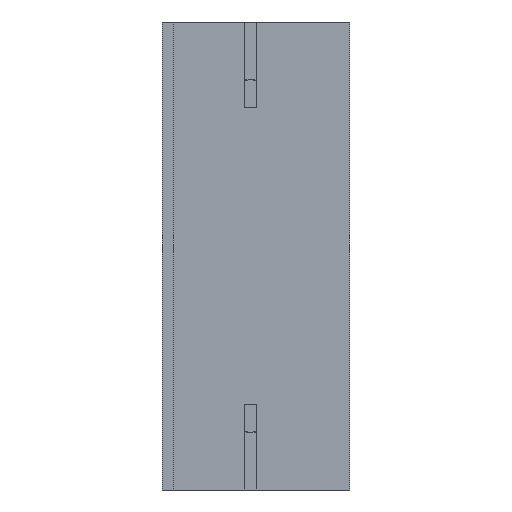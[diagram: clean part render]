
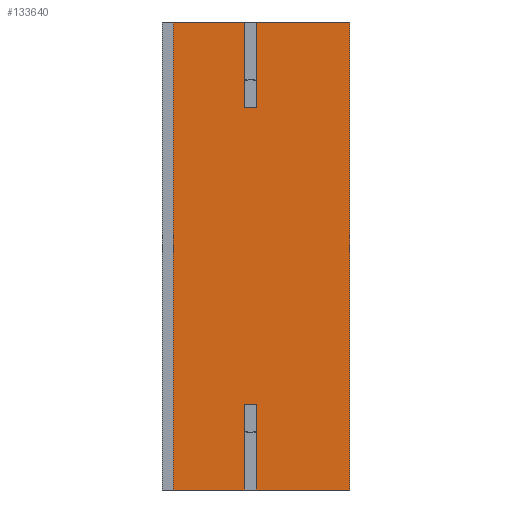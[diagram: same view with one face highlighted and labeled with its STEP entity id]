
A CAD part, left-side view. The second image highlights one B-rep face of the part: STEP entity #133640.
In plain terms, the highlighted free-form (B-spline) face has degree [1, 1] with [2, 2] control points.
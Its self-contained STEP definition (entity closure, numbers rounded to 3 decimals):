
#110910 = CARTESIAN_POINT ('', (-14., 19., 26.916));
#110920 = VERTEX_POINT ('', #110910);
#110930 = CARTESIAN_POINT ('', (-14., 18., 27.));
#110940 = VERTEX_POINT ('', #110930);
#110950 = CARTESIAN_POINT ('', (-14., 19., 26.916));
#110960 = CARTESIAN_POINT ('', (-14., 18.661, 26.973));
#110970 = CARTESIAN_POINT ('', (-14., 18.327, 27.));
#110980 = CARTESIAN_POINT ('', (-14., 18., 27.));
#110990 = (
   BOUNDED_CURVE ()
   B_SPLINE_CURVE (3, (#110950, #110960, #110970, #110980), .UNSPECIFIED., .F., .U.)
   B_SPLINE_CURVE_WITH_KNOTS ((4, 4), (0., 1.), .UNSPECIFIED.)
   CURVE ()
   GEOMETRIC_REPRESENTATION_ITEM ()
   RATIONAL_B_SPLINE_CURVE ((0.857, 0.901, 0.948, 1.))
   REPRESENTATION_ITEM ('')
);
#111000 = EDGE_CURVE ('', #110920, #110940, #110990, .T.);
#112000 = CARTESIAN_POINT ('', (-14., 17., 26.916));
#112010 = VERTEX_POINT ('', #112000);
#112020 = CARTESIAN_POINT ('', (-14., 18., 27.));
#112030 = CARTESIAN_POINT ('', (-14., 17.673, 27.));
#112040 = CARTESIAN_POINT ('', (-14., 17.339, 26.973));
#112050 = CARTESIAN_POINT ('', (-14., 17., 26.916));
#112060 = (
   BOUNDED_CURVE ()
   B_SPLINE_CURVE (3, (#112020, #112030, #112040, #112050), .UNSPECIFIED., .F., .U.)
   B_SPLINE_CURVE_WITH_KNOTS ((4, 4), (0., 1.), .UNSPECIFIED.)
   CURVE ()
   GEOMETRIC_REPRESENTATION_ITEM ()
   RATIONAL_B_SPLINE_CURVE ((1., 0.948, 0.901, 0.857))
   REPRESENTATION_ITEM ('')
);
#112070 = EDGE_CURVE ('', #110940, #112010, #112060, .T.);
#120840 = CARTESIAN_POINT ('', (-14., 17., -26.916));
#120850 = VERTEX_POINT ('', #120840);
#120910 = CARTESIAN_POINT ('', (-14., 18., -27.));
#120920 = VERTEX_POINT ('', #120910);
#120930 = CARTESIAN_POINT ('', (-14., 18., -27.));
#120940 = CARTESIAN_POINT ('', (-14., 17.664, -27.));
#120950 = CARTESIAN_POINT ('', (-14., 17.331, -26.972));
#120960 = CARTESIAN_POINT ('', (-14., 17., -26.916));
#120970 = B_SPLINE_CURVE_WITH_KNOTS ('', 3, (#120930, #120940, #120950, #120960), .UNSPECIFIED., .F., .U., (4, 4), (0., 1.), .UNSPECIFIED.);
#120980 = EDGE_CURVE ('', #120920, #120850, #120970, .T.);
#121000 = CARTESIAN_POINT ('', (-14., 19., -26.916));
#121010 = VERTEX_POINT ('', #121000);
#121020 = CARTESIAN_POINT ('', (-14., 19., -26.916));
#121030 = CARTESIAN_POINT ('', (-14., 18.669, -26.972));
#121040 = CARTESIAN_POINT ('', (-14., 18.336, -27.));
#121050 = CARTESIAN_POINT ('', (-14., 18., -27.));
#121060 = B_SPLINE_CURVE_WITH_KNOTS ('', 3, (#121020, #121030, #121040, #121050), .UNSPECIFIED., .F., .U., (4, 4), (0., 1.), .UNSPECIFIED.);
#121070 = EDGE_CURVE ('', #121010, #120920, #121060, .T.);
#129080 = CARTESIAN_POINT ('', (-14., 17., 42.5));
#129090 = VERTEX_POINT ('', #129080);
#129150 = CARTESIAN_POINT ('', (-14., 0., 42.5));
#129160 = VERTEX_POINT ('', #129150);
#129170 = CARTESIAN_POINT ('', (-14., 0., 42.5));
#129180 = CARTESIAN_POINT ('', (-14., 17., 42.5));
#129190 = B_SPLINE_CURVE_WITH_KNOTS ('', 1, (#129170, #129180), .UNSPECIFIED., .F., .U., (2, 2), (0., 1.), .UNSPECIFIED.);
#129200 = EDGE_CURVE ('', #129160, #129090, #129190, .T.);
#129370 = CARTESIAN_POINT ('', (-14., 17., 42.5));
#129380 = CARTESIAN_POINT ('', (-14., 17., 26.916));
#129390 = B_SPLINE_CURVE_WITH_KNOTS ('', 1, (#129370, #129380), .UNSPECIFIED., .F., .U., (2, 2), (0., 1.), .UNSPECIFIED.);
#129400 = EDGE_CURVE ('', #129090, #112010, #129390, .T.);
#131010 = CARTESIAN_POINT ('', (-14., 0., -42.5));
#131020 = VERTEX_POINT ('', #131010);
#131030 = CARTESIAN_POINT ('', (-14., 0., -42.5));
#131040 = CARTESIAN_POINT ('', (-14., 0., 42.5));
#131050 = B_SPLINE_CURVE_WITH_KNOTS ('', 1, (#131030, #131040), .UNSPECIFIED., .F., .U., (2, 2), (0., 1.), .UNSPECIFIED.);
#131060 = EDGE_CURVE ('', #131020, #129160, #131050, .T.);
#132740 = CARTESIAN_POINT ('', (-14., 17., -42.5));
#132750 = VERTEX_POINT ('', #132740);
#132810 = CARTESIAN_POINT ('', (-14., 17., -42.5));
#132820 = CARTESIAN_POINT ('', (-14., 17., -26.916));
#132830 = B_SPLINE_CURVE_WITH_KNOTS ('', 1, (#132810, #132820), .UNSPECIFIED., .F., .U., (2, 2), (0., 1.), .UNSPECIFIED.);
#132840 = EDGE_CURVE ('', #132750, #120850, #132830, .T.);
#133010 = CARTESIAN_POINT ('', (-14., 17., -42.5));
#133020 = CARTESIAN_POINT ('', (-14., 0., -42.5));
#133030 = B_SPLINE_CURVE_WITH_KNOTS ('', 1, (#133010, #133020), .UNSPECIFIED., .F., .U., (2, 2), (0., 1.), .UNSPECIFIED.);
#133040 = EDGE_CURVE ('', #132750, #131020, #133030, .T.);
#133150 = ORIENTED_EDGE ('', *, *, #120980, .T.);
#133160 = ORIENTED_EDGE ('', *, *, #132840, .F.);
#133170 = ORIENTED_EDGE ('', *, *, #133040, .T.);
#133180 = ORIENTED_EDGE ('', *, *, #131060, .T.);
#133190 = ORIENTED_EDGE ('', *, *, #129200, .T.);
#133200 = ORIENTED_EDGE ('', *, *, #129400, .T.);
#133210 = ORIENTED_EDGE ('', *, *, #112070, .F.);
#133220 = ORIENTED_EDGE ('', *, *, #111000, .F.);
#133230 = CARTESIAN_POINT ('', (-14., 19., 42.5));
#133240 = VERTEX_POINT ('', #133230);
#133250 = CARTESIAN_POINT ('', (-14., 19., 42.5));
#133260 = CARTESIAN_POINT ('', (-14., 19., 26.916));
#133270 = B_SPLINE_CURVE_WITH_KNOTS ('', 1, (#133250, #133260), .UNSPECIFIED., .F., .U., (2, 2), (0., 1.), .UNSPECIFIED.);
#133280 = EDGE_CURVE ('', #133240, #110920, #133270, .T.);
#133290 = ORIENTED_EDGE ('', *, *, #133280, .F.);
#133300 = CARTESIAN_POINT ('', (-14., 32., 42.5));
#133310 = VERTEX_POINT ('', #133300);
#133320 = CARTESIAN_POINT ('', (-14., 32., 42.5));
#133330 = CARTESIAN_POINT ('', (-14., 19., 42.5));
#133340 = B_SPLINE_CURVE_WITH_KNOTS ('', 1, (#133320, #133330), .UNSPECIFIED., .F., .U., (2, 2), (0., 1.), .UNSPECIFIED.);
#133350 = EDGE_CURVE ('', #133310, #133240, #133340, .T.);
#133360 = ORIENTED_EDGE ('', *, *, #133350, .F.);
#133370 = CARTESIAN_POINT ('', (-14., 32., -42.5));
#133380 = VERTEX_POINT ('', #133370);
#133390 = CARTESIAN_POINT ('', (-14., 32., -42.5));
#133400 = CARTESIAN_POINT ('', (-14., 32., 42.5));
#133410 = B_SPLINE_CURVE_WITH_KNOTS ('', 1, (#133390, #133400), .UNSPECIFIED., .F., .U., (2, 2), (0., 1.), .UNSPECIFIED.);
#133420 = EDGE_CURVE ('', #133380, #133310, #133410, .T.);
#133430 = ORIENTED_EDGE ('', *, *, #133420, .F.);
#133440 = CARTESIAN_POINT ('', (-14., 19., -42.5));
#133450 = VERTEX_POINT ('', #133440);
#133460 = CARTESIAN_POINT ('', (-14., 19., -42.5));
#133470 = CARTESIAN_POINT ('', (-14., 32., -42.5));
#133480 = B_SPLINE_CURVE_WITH_KNOTS ('', 1, (#133460, #133470), .UNSPECIFIED., .F., .U., (2, 2), (0., 1.), .UNSPECIFIED.);
#133490 = EDGE_CURVE ('', #133450, #133380, #133480, .T.);
#133500 = ORIENTED_EDGE ('', *, *, #133490, .F.);
#133510 = CARTESIAN_POINT ('', (-14., 19., -26.916));
#133520 = CARTESIAN_POINT ('', (-14., 19., -42.5));
#133530 = B_SPLINE_CURVE_WITH_KNOTS ('', 1, (#133510, #133520), .UNSPECIFIED., .F., .U., (2, 2), (0., 1.), .UNSPECIFIED.);
#133540 = EDGE_CURVE ('', #121010, #133450, #133530, .T.);
#133550 = ORIENTED_EDGE ('', *, *, #133540, .F.);
#133560 = ORIENTED_EDGE ('', *, *, #121070, .T.);
#133570 = EDGE_LOOP ('', (#133150, #133160, #133170, #133180, #133190, #133200, #133210, #133220, #133290, #133360, #133430, #133500, #133550, #133560));
#133580 = FACE_OUTER_BOUND ('', #133570, .T.);
#133590 = CARTESIAN_POINT ('', (-14., 0., -42.5));
#133600 = CARTESIAN_POINT ('', (-14., 32., -42.5));
#133610 = CARTESIAN_POINT ('', (-14., 0., 42.5));
#133620 = CARTESIAN_POINT ('', (-14., 32., 42.5));
#133630 = B_SPLINE_SURFACE_WITH_KNOTS ('', 1, 1, ((#133590, #133600), (#133610, #133620)), .UNSPECIFIED., .F., .F., .U., (2, 2), (2, 2), (0., 1.), (0., 1.), .UNSPECIFIED.);
#133640 = ADVANCED_FACE ('', (#133580), #133630, .T.);
